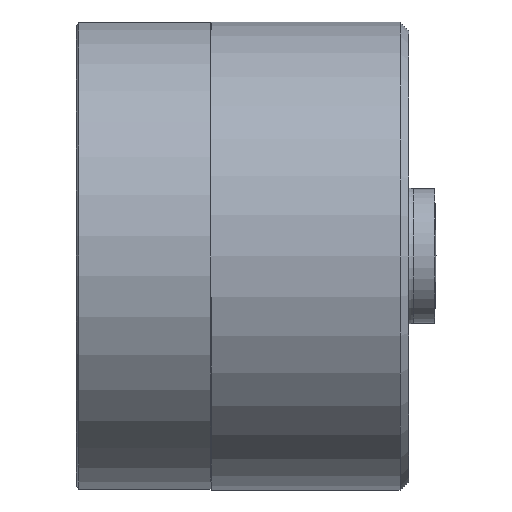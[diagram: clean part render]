
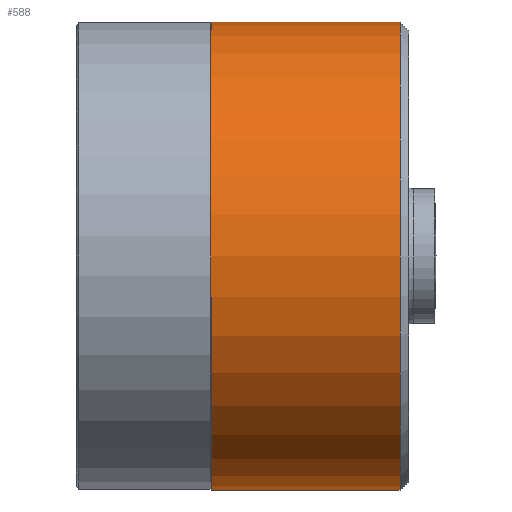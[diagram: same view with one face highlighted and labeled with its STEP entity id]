
A CAD part, left-side view. The second image highlights one B-rep face of the part: STEP entity #588.
In plain terms, the highlighted cylindrical face has radius 26 mm (diameter 52 mm), a full revolution.
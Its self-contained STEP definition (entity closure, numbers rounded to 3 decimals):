
#588 = ADVANCED_FACE( '', ( #1180, #1181, #1182 ), #1183, .T. );
#1180 = FACE_BOUND( '', #1772, .T. );
#1181 = FACE_OUTER_BOUND( '', #1773, .T. );
#1182 = FACE_OUTER_BOUND( '', #1774, .T. );
#1183 = CYLINDRICAL_SURFACE( '', #1775, 26. );
#1772 = EDGE_LOOP( '', ( #2867 ) );
#1773 = EDGE_LOOP( '', ( #2868 ) );
#1774 = EDGE_LOOP( '', ( #2869 ) );
#1775 = AXIS2_PLACEMENT_3D( '', #2870, #2871, #2872 );
#2867 = ORIENTED_EDGE( '', *, *, #3256, .F. );
#2868 = ORIENTED_EDGE( '', *, *, #3195, .T. );
#2869 = ORIENTED_EDGE( '', *, *, #3123, .T. );
#2870 = CARTESIAN_POINT( '', ( 0., -14.98, 0. ) );
#2871 = DIRECTION( '', ( 0., 1., 0. ) );
#2872 = DIRECTION( '', ( 1., 0., 0. ) );
#3123 = EDGE_CURVE( '', #3590, #3590, #3591, .T. );
#3195 = EDGE_CURVE( '', #3711, #3711, #3712, .F. );
#3256 = EDGE_CURVE( '', #3805, #3805, #3806, .T. );
#3590 = VERTEX_POINT( '', #4317 );
#3591 = CIRCLE( '', #4318, 26. );
#3711 = VERTEX_POINT( '', #4670 );
#3712 = CIRCLE( '', #4671, 26. );
#3805 = VERTEX_POINT( '', #4974 );
#3806 = B_SPLINE_CURVE_WITH_KNOTS( '', 3, ( #4975, #4976, #4977, #4978, #4979, #4980, #4981, #4982, #4983, #4984, #4985, #4986, #4987, #4988, #4989, #4990, #4991, #4992, #4993, #4994, #4995, #4996, #4997, #4998, #4999, #5000, #5001, #5002, #5003, #5004, #5005, #5006, #5007, #5008, #5009, #5010, #5011, #5012, #5013, #5014, #5015, #5016, #5017, #5018, #5019, #5020, #5021, #5022, #5023, #5024, #5025, #5026, #5027, #5028, #5029, #5030, #5031, #5032, #5033, #5034, #5035, #5036, #5037, #5038, #5039, #5040, #5041, #5042, #5043, #5044, #5045, #5046, #5047, #5048, #5049, #5050, #5051, #5052, #5053, #5054, #5055, #5056, #5057, #5058, #5059, #5060, #5061 ), .UNSPECIFIED., .T., .F., ( 2, 2, 2, 2, 2, 2, 2, 2, 2, 2, 2, 2, 2, 2, 2, 2, 2, 2, 2, 2, 2, 2, 2, 1, 2, 2, 2, 2, 2, 2, 2, 2, 2, 2, 2, 2, 2, 2, 2, 2, 2, 2, 2, 2, 2, 2 ), ( -0.002, 0., 0.002, 0.002, 0.003, 0.005, 0.006, 0.006, 0.008, 0.009, 0.01, 0.011, 0.013, 0.014, 0.016, 0.017, 0.017, 0.018, 0.019, 0.02, 0.022, 0.024, 0.024, 0.025, 0.026, 0.027, 0.028, 0.03, 0.031, 0.032, 0.033, 0.035, 0.036, 0.037, 0.038, 0.039, 0.04, 0.041, 0.042, 0.044, 0.045, 0.046, 0.047, 0.049, 0.05, 0.052 ), .UNSPECIFIED. );
#4317 = CARTESIAN_POINT( '', ( 26., 0., 0. ) );
#4318 = AXIS2_PLACEMENT_3D( '', #6219, #6220, #6221 );
#4670 = CARTESIAN_POINT( '', ( 26., -21., 0. ) );
#4671 = AXIS2_PLACEMENT_3D( '', #6279, #6280, #6281 );
#4974 = CARTESIAN_POINT( '', ( 26., -2., 0. ) );
#4975 = CARTESIAN_POINT( '', ( 26., -2., -0.532 ) );
#4976 = CARTESIAN_POINT( '', ( 26., -2., 0.532 ) );
#4977 = CARTESIAN_POINT( '', ( 25.984, -2.053, 1.054 ) );
#4978 = CARTESIAN_POINT( '', ( 25.937, -2.206, 1.825 ) );
#4979 = CARTESIAN_POINT( '', ( 25.918, -2.27, 2.079 ) );
#4980 = CARTESIAN_POINT( '', ( 25.873, -2.424, 2.583 ) );
#4981 = CARTESIAN_POINT( '', ( 25.846, -2.514, 2.833 ) );
#4982 = CARTESIAN_POINT( '', ( 25.76, -2.816, 3.559 ) );
#4983 = CARTESIAN_POINT( '', ( 25.692, -3.062, 4.017 ) );
#4984 = CARTESIAN_POINT( '', ( 25.579, -3.497, 4.667 ) );
#4985 = CARTESIAN_POINT( '', ( 25.539, -3.655, 4.879 ) );
#4986 = CARTESIAN_POINT( '', ( 25.458, -3.987, 5.283 ) );
#4987 = CARTESIAN_POINT( '', ( 25.418, -4.161, 5.475 ) );
#4988 = CARTESIAN_POINT( '', ( 25.295, -4.711, 6.025 ) );
#4989 = CARTESIAN_POINT( '', ( 25.213, -5.112, 6.355 ) );
#4990 = CARTESIAN_POINT( '', ( 25.059, -5.985, 6.94 ) );
#4991 = CARTESIAN_POINT( '', ( 24.988, -6.445, 7.186 ) );
#4992 = CARTESIAN_POINT( '', ( 24.899, -7.166, 7.486 ) );
#4993 = CARTESIAN_POINT( '', ( 24.872, -7.412, 7.574 ) );
#4994 = CARTESIAN_POINT( '', ( 24.825, -7.914, 7.728 ) );
#4995 = CARTESIAN_POINT( '', ( 24.805, -8.172, 7.793 ) );
#4996 = CARTESIAN_POINT( '', ( 24.756, -8.948, 7.948 ) );
#4997 = CARTESIAN_POINT( '', ( 24.739, -9.469, 8. ) );
#4998 = CARTESIAN_POINT( '', ( 24.739, -10.52, 8. ) );
#4999 = CARTESIAN_POINT( '', ( 24.756, -11.054, 7.948 ) );
#5000 = CARTESIAN_POINT( '', ( 24.821, -12.082, 7.742 ) );
#5001 = CARTESIAN_POINT( '', ( 24.868, -12.583, 7.59 ) );
#5002 = CARTESIAN_POINT( '', ( 24.958, -13.312, 7.287 ) );
#5003 = CARTESIAN_POINT( '', ( 24.991, -13.551, 7.174 ) );
#5004 = CARTESIAN_POINT( '', ( 25.061, -14.011, 6.927 ) );
#5005 = CARTESIAN_POINT( '', ( 25.097, -14.234, 6.793 ) );
#5006 = CARTESIAN_POINT( '', ( 25.174, -14.665, 6.504 ) );
#5007 = CARTESIAN_POINT( '', ( 25.213, -14.874, 6.349 ) );
#5008 = CARTESIAN_POINT( '', ( 25.294, -15.277, 6.018 ) );
#5009 = CARTESIAN_POINT( '', ( 25.336, -15.473, 5.841 ) );
#5010 = CARTESIAN_POINT( '', ( 25.459, -16.026, 5.288 ) );
#5011 = CARTESIAN_POINT( '', ( 25.54, -16.355, 4.887 ) );
#5012 = CARTESIAN_POINT( '', ( 25.691, -16.934, 4.023 ) );
#5013 = CARTESIAN_POINT( '', ( 25.76, -17.186, 3.555 ) );
#5014 = CARTESIAN_POINT( '', ( 25.875, -17.587, 2.591 ) );
#5015 = CARTESIAN_POINT( '', ( 25.921, -17.74, 2.092 ) );
#5016 = CARTESIAN_POINT( '', ( 25.968, -17.895, 1.317 ) );
#5017 = CARTESIAN_POINT( '', ( 25.98, -17.935, 1.053 ) );
#5018 = CARTESIAN_POINT( '', ( 25.996, -17.987, 0.528 ) );
#5019 = CARTESIAN_POINT( '', ( 26.004, -18.013, 0.003 ) );
#5020 = CARTESIAN_POINT( '', ( 25.996, -17.987, -0.521 ) );
#5021 = CARTESIAN_POINT( '', ( 25.98, -17.936, -1.044 ) );
#5022 = CARTESIAN_POINT( '', ( 25.968, -17.897, -1.307 ) );
#5023 = CARTESIAN_POINT( '', ( 25.921, -17.741, -2.086 ) );
#5024 = CARTESIAN_POINT( '', ( 25.876, -17.589, -2.586 ) );
#5025 = CARTESIAN_POINT( '', ( 25.761, -17.188, -3.551 ) );
#5026 = CARTESIAN_POINT( '', ( 25.691, -16.937, -4.019 ) );
#5027 = CARTESIAN_POINT( '', ( 25.541, -16.357, -4.885 ) );
#5028 = CARTESIAN_POINT( '', ( 25.46, -16.028, -5.285 ) );
#5029 = CARTESIAN_POINT( '', ( 25.336, -15.474, -5.839 ) );
#5030 = CARTESIAN_POINT( '', ( 25.295, -15.279, -6.017 ) );
#5031 = CARTESIAN_POINT( '', ( 25.214, -14.876, -6.347 ) );
#5032 = CARTESIAN_POINT( '', ( 25.174, -14.668, -6.502 ) );
#5033 = CARTESIAN_POINT( '', ( 25.06, -14.021, -6.935 ) );
#5034 = CARTESIAN_POINT( '', ( 24.989, -13.561, -7.183 ) );
#5035 = CARTESIAN_POINT( '', ( 24.869, -12.587, -7.588 ) );
#5036 = CARTESIAN_POINT( '', ( 24.821, -12.087, -7.741 ) );
#5037 = CARTESIAN_POINT( '', ( 24.772, -11.318, -7.895 ) );
#5038 = CARTESIAN_POINT( '', ( 24.76, -11.058, -7.934 ) );
#5039 = CARTESIAN_POINT( '', ( 24.743, -10.532, -7.987 ) );
#5040 = CARTESIAN_POINT( '', ( 24.739, -10.266, -8. ) );
#5041 = CARTESIAN_POINT( '', ( 24.739, -9.475, -8. ) );
#5042 = CARTESIAN_POINT( '', ( 24.755, -8.953, -7.949 ) );
#5043 = CARTESIAN_POINT( '', ( 24.804, -8.179, -7.795 ) );
#5044 = CARTESIAN_POINT( '', ( 24.825, -7.922, -7.73 ) );
#5045 = CARTESIAN_POINT( '', ( 24.872, -7.417, -7.576 ) );
#5046 = CARTESIAN_POINT( '', ( 24.899, -7.171, -7.487 ) );
#5047 = CARTESIAN_POINT( '', ( 24.988, -6.448, -7.187 ) );
#5048 = CARTESIAN_POINT( '', ( 25.058, -5.987, -6.941 ) );
#5049 = CARTESIAN_POINT( '', ( 25.213, -5.113, -6.356 ) );
#5050 = CARTESIAN_POINT( '', ( 25.295, -4.713, -6.026 ) );
#5051 = CARTESIAN_POINT( '', ( 25.417, -4.162, -5.476 ) );
#5052 = CARTESIAN_POINT( '', ( 25.458, -3.987, -5.284 ) );
#5053 = CARTESIAN_POINT( '', ( 25.539, -3.655, -4.88 ) );
#5054 = CARTESIAN_POINT( '', ( 25.578, -3.498, -4.668 ) );
#5055 = CARTESIAN_POINT( '', ( 25.691, -3.063, -4.018 ) );
#5056 = CARTESIAN_POINT( '', ( 25.76, -2.817, -3.56 ) );
#5057 = CARTESIAN_POINT( '', ( 25.875, -2.414, -2.595 ) );
#5058 = CARTESIAN_POINT( '', ( 25.921, -2.258, -2.084 ) );
#5059 = CARTESIAN_POINT( '', ( 25.984, -2.053, -1.055 ) );
#5060 = CARTESIAN_POINT( '', ( 26., -2., -0.532 ) );
#5061 = CARTESIAN_POINT( '', ( 26., -2., 0.532 ) );
#6219 = CARTESIAN_POINT( '', ( 0., 0., 0. ) );
#6220 = DIRECTION( '', ( 0., -1., 0. ) );
#6221 = DIRECTION( '', ( 1., 0., 0. ) );
#6279 = CARTESIAN_POINT( '', ( 0., -21., 0. ) );
#6280 = DIRECTION( '', ( 0., -1., 0. ) );
#6281 = DIRECTION( '', ( 1., 0., 0. ) );
